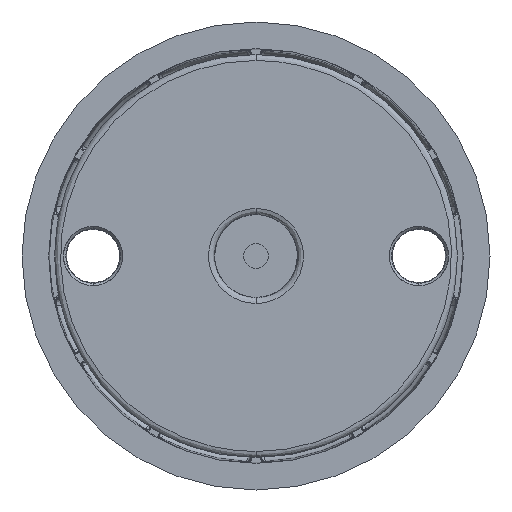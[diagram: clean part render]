
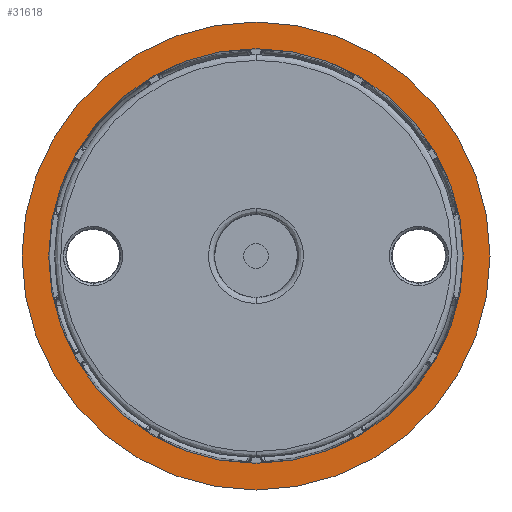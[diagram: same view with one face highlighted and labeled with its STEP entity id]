
A CAD part, front view. The second image highlights one B-rep face of the part: STEP entity #31618.
In plain terms, the highlighted planar face has unit normal (0, -1, 0).
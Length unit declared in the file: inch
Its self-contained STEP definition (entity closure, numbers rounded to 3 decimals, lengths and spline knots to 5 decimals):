
#878 = DIRECTION ( 'NONE',  ( 1., 0., 0. ) ) ;
#2340 = VERTEX_POINT ( 'NONE', #10640 ) ;
#2755 = EDGE_LOOP ( 'NONE', ( #25759, #40895 ) ) ;
#4320 = ORIENTED_EDGE ( 'NONE', *, *, #59010, .F. ) ;
#5473 = DIRECTION ( 'NONE',  ( 0., 1., 0. ) ) ;
#6042 = CIRCLE ( 'NONE', #53679, 1.55512 ) ;
#6966 = AXIS2_PLACEMENT_3D ( 'NONE', #56936, #28930, #878 ) ;
#10640 = CARTESIAN_POINT ( 'NONE',  ( 2.37925, 0.85807, 2.67931 ) ) ;
#11064 = DIRECTION ( 'NONE',  ( 0., 1., 0. ) ) ;
#11544 = EDGE_CURVE ( 'NONE', #2340, #38929, #42883, .T. ) ;
#11906 = CARTESIAN_POINT ( 'NONE',  ( 2.55641, 0.85807, 2.67931 ) ) ;
#12897 = AXIS2_PLACEMENT_3D ( 'NONE', #44523, #16506, #49195 ) ;
#16506 = DIRECTION ( 'NONE',  ( 0., 1., 0. ) ) ;
#17143 = FACE_BOUND ( 'NONE', #57350, .T. ) ;
#17988 = CARTESIAN_POINT ( 'NONE',  ( 1.00129, 0.85807, 2.67931 ) ) ;
#19010 = AXIS2_PLACEMENT_3D ( 'NONE', #33534, #5473, #38251 ) ;
#19262 = PLANE ( 'NONE',  #19010 ) ;
#21068 = VERTEX_POINT ( 'NONE', #11906 ) ;
#22713 = DIRECTION ( 'NONE',  ( 1., 0., 0. ) ) ;
#23175 = ORIENTED_EDGE ( 'NONE', *, *, #11544, .F. ) ;
#25759 = ORIENTED_EDGE ( 'NONE', *, *, #27023, .F. ) ;
#27023 = EDGE_CURVE ( 'NONE', #21068, #57527, #6042, .T. ) ;
#27461 = CARTESIAN_POINT ( 'NONE',  ( -0.55382, 0.85807, 2.67931 ) ) ;
#28930 = DIRECTION ( 'NONE',  ( 0., -1., 0. ) ) ;
#31535 = CIRCLE ( 'NONE', #12897, 1.55512 ) ;
#31618 = ADVANCED_FACE ( 'NONE', ( #17143, #42048 ), #19262, .F. ) ;
#33029 = CARTESIAN_POINT ( 'NONE',  ( -0.37666, 0.85807, 2.67931 ) ) ;
#33534 = CARTESIAN_POINT ( 'NONE',  ( 0.70726, 0.85807, 2.67931 ) ) ;
#36138 = EDGE_CURVE ( 'NONE', #57527, #21068, #31535, .T. ) ;
#37861 = CIRCLE ( 'NONE', #54209, 1.37795 ) ;
#38251 = DIRECTION ( 'NONE',  ( 0., 0., 1. ) ) ;
#38929 = VERTEX_POINT ( 'NONE', #33029 ) ;
#39086 = CARTESIAN_POINT ( 'NONE',  ( 1.00129, 0.85807, 2.67931 ) ) ;
#40895 = ORIENTED_EDGE ( 'NONE', *, *, #36138, .F. ) ;
#42048 = FACE_OUTER_BOUND ( 'NONE', #2755, .T. ) ;
#42883 = CIRCLE ( 'NONE', #6966, 1.37795 ) ;
#43786 = DIRECTION ( 'NONE',  ( 1., 0., 0. ) ) ;
#44523 = CARTESIAN_POINT ( 'NONE',  ( 1.00129, 0.85807, 2.67931 ) ) ;
#49195 = DIRECTION ( 'NONE',  ( 1., 0., 0. ) ) ;
#50699 = DIRECTION ( 'NONE',  ( 0., -1., 0. ) ) ;
#53679 = AXIS2_PLACEMENT_3D ( 'NONE', #39086, #11064, #43786 ) ;
#54209 = AXIS2_PLACEMENT_3D ( 'NONE', #17988, #50699, #22713 ) ;
#56936 = CARTESIAN_POINT ( 'NONE',  ( 1.00129, 0.85807, 2.67931 ) ) ;
#57350 = EDGE_LOOP ( 'NONE', ( #23175, #4320 ) ) ;
#57527 = VERTEX_POINT ( 'NONE', #27461 ) ;
#59010 = EDGE_CURVE ( 'NONE', #38929, #2340, #37861, .T. ) ;
